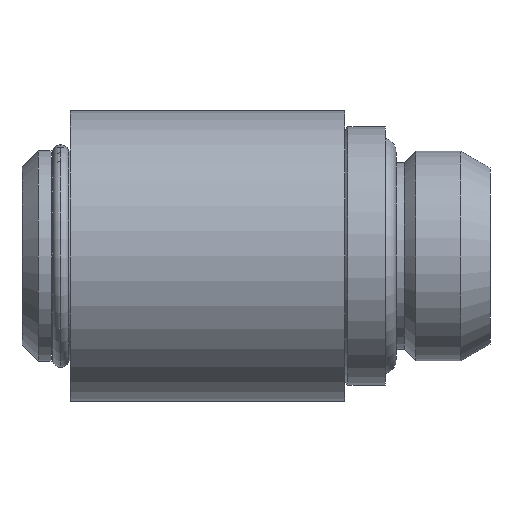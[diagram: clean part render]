
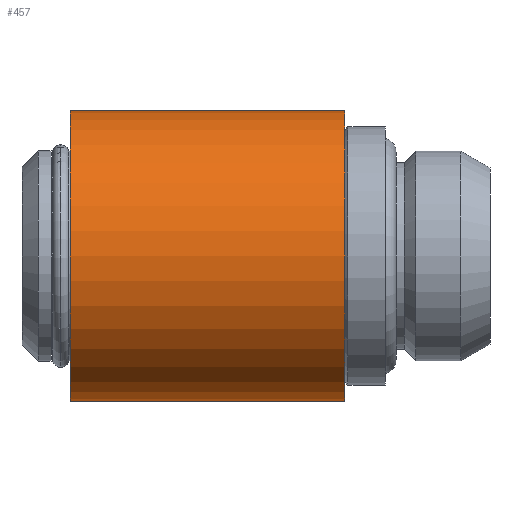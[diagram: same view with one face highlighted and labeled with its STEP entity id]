
A CAD part, left-side view. The second image highlights one B-rep face of the part: STEP entity #457.
In plain terms, the highlighted cylindrical face has radius 9 mm (diameter 18 mm), a partial arc.
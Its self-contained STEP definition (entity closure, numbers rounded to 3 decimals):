
#55 = EDGE_LOOP ( 'NONE', ( #1254, #1255, #1252, #1256 ) ) ;
#214 = EDGE_CURVE ( 'NONE', #1594, #1557, #942, .T. ) ;
#232 = EDGE_CURVE ( 'NONE', #1589, #1595, #947, .T. ) ;
#315 = EDGE_CURVE ( 'NONE', #1594, #1589, #1138, .T. ) ;
#316 = EDGE_CURVE ( 'NONE', #1595, #1557, #1140, .T. ) ;
#457 = ADVANCED_FACE ( 'NONE', ( #3855 ), #3856, .T. ) ;
#780 = AXIS2_PLACEMENT_3D ( 'NONE', #3385, #3386, #3387 ) ;
#942 = LINE ( 'NONE', #2300, #3909 ) ;
#947 = LINE ( 'NONE', #2452, #3916 ) ;
#1138 = CIRCLE ( 'NONE', #1144, 9. ) ;
#1140 = CIRCLE ( 'NONE', #1146, 9. ) ;
#1144 = AXIS2_PLACEMENT_3D ( 'NONE', #2735, #2736, #2737 ) ;
#1146 = AXIS2_PLACEMENT_3D ( 'NONE', #2738, #2739, #2740 ) ;
#1252 = ORIENTED_EDGE ( 'NONE', *, *, #232, .T. ) ;
#1254 = ORIENTED_EDGE ( 'NONE', *, *, #214, .F. ) ;
#1255 = ORIENTED_EDGE ( 'NONE', *, *, #315, .T. ) ;
#1256 = ORIENTED_EDGE ( 'NONE', *, *, #316, .T. ) ;
#1557 = VERTEX_POINT ( 'NONE', #3473 ) ;
#1589 = VERTEX_POINT ( 'NONE', #3505 ) ;
#1594 = VERTEX_POINT ( 'NONE', #3510 ) ;
#1595 = VERTEX_POINT ( 'NONE', #3511 ) ;
#2300 = CARTESIAN_POINT ( 'NONE',  ( 0., 32.086, -9. ) ) ;
#2301 = DIRECTION ( 'NONE',  ( 0., 1., 0. ) ) ;
#2452 = CARTESIAN_POINT ( 'NONE',  ( 0., 32.086, 9. ) ) ;
#2453 = DIRECTION ( 'NONE',  ( 0., 1., 0. ) ) ;
#2735 = CARTESIAN_POINT ( 'NONE',  ( 0., 9., 0. ) ) ;
#2736 = DIRECTION ( 'NONE',  ( 0., 1., 0. ) ) ;
#2737 = DIRECTION ( 'NONE',  ( 0., 0., 1. ) ) ;
#2738 = CARTESIAN_POINT ( 'NONE',  ( 0., 26., 0. ) ) ;
#2739 = DIRECTION ( 'NONE',  ( 0., -1., 0. ) ) ;
#2740 = DIRECTION ( 'NONE',  ( 0., 0., -1. ) ) ;
#3385 = CARTESIAN_POINT ( 'NONE',  ( 0., 32.086, 0. ) ) ;
#3386 = DIRECTION ( 'NONE',  ( 0., 1., 0. ) ) ;
#3387 = DIRECTION ( 'NONE',  ( 0., 0., 1. ) ) ;
#3473 = CARTESIAN_POINT ( 'NONE',  ( 0., 26., -9. ) ) ;
#3505 = CARTESIAN_POINT ( 'NONE',  ( 0., 9., 9. ) ) ;
#3510 = CARTESIAN_POINT ( 'NONE',  ( 0., 9., -9. ) ) ;
#3511 = CARTESIAN_POINT ( 'NONE',  ( 0., 26., 9. ) ) ;
#3855 = FACE_OUTER_BOUND ( 'NONE', #55, .T. ) ;
#3856 = CYLINDRICAL_SURFACE ( 'NONE', #780, 9. ) ;
#3909 = VECTOR ( 'NONE', #2301, 1000. ) ;
#3916 = VECTOR ( 'NONE', #2453, 1000. ) ;
